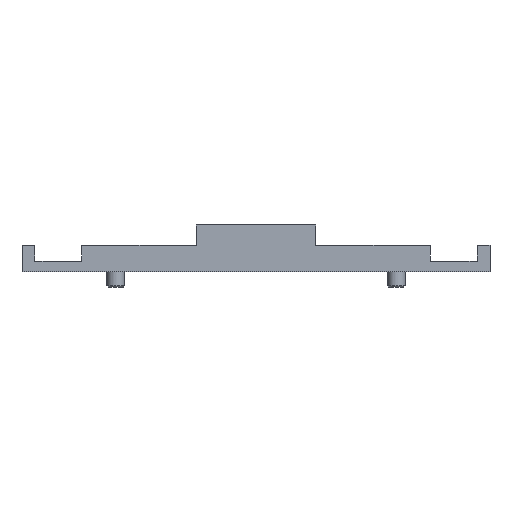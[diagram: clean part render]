
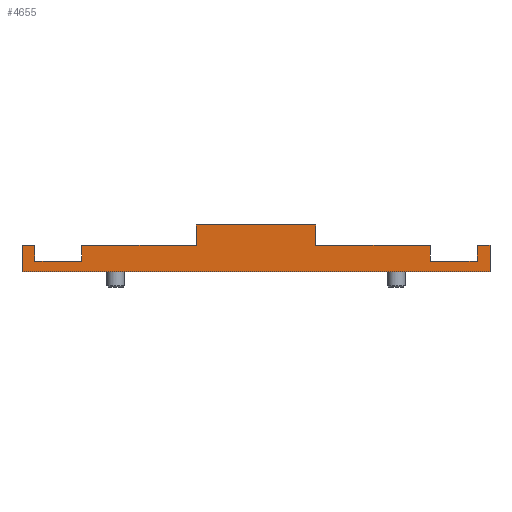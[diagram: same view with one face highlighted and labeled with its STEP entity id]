
A CAD part, front view. The second image highlights one B-rep face of the part: STEP entity #4655.
In plain terms, the highlighted planar face has unit normal (0, -1, 0).
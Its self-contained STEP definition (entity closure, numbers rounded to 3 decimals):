
#23=LINE('',#6098,#657);
#71=LINE('',#6206,#705);
#123=LINE('',#6323,#757);
#175=LINE('',#6440,#809);
#255=LINE('',#6612,#889);
#260=LINE('',#6621,#894);
#460=LINE('',#7016,#1094);
#508=LINE('',#7122,#1142);
#566=LINE('',#7229,#1200);
#568=LINE('',#7232,#1202);
#569=LINE('',#7234,#1203);
#610=LINE('',#7294,#1244);
#628=LINE('',#7323,#1262);
#629=LINE('',#7324,#1263);
#646=LINE('',#7352,#1280);
#648=LINE('',#7355,#1282);
#657=VECTOR('',#4970,1.35);
#705=VECTOR('',#5042,1.35);
#757=VECTOR('',#5120,1.35);
#809=VECTOR('',#5198,1.35);
#889=VECTOR('',#5324,1.1);
#894=VECTOR('',#5331,9.8);
#1094=VECTOR('',#5687,1.1);
#1142=VECTOR('',#5761,1.75);
#1200=VECTOR('',#5869,1.75);
#1202=VECTOR('',#5873,9.8);
#1203=VECTOR('',#5876,10.2);
#1244=VECTOR('',#5953,2.25);
#1262=VECTOR('',#5993,4.);
#1263=VECTOR('',#5994,4.);
#1280=VECTOR('',#6031,2.25);
#1282=VECTOR('',#6035,40.);
#1511=PLANE('',#4905);
#1769=FACE_OUTER_BOUND('',#2024,.T.);
#2024=EDGE_LOOP('',(#4388,#4389,#4390,#4391,#4392,#4393,#4394,#4395,#4396,
#4397,#4398,#4399,#4400,#4401,#4402,#4403));
#2064=VERTEX_POINT('',#6095);
#2065=VERTEX_POINT('',#6097);
#2112=VERTEX_POINT('',#6203);
#2113=VERTEX_POINT('',#6205);
#2164=VERTEX_POINT('',#6320);
#2165=VERTEX_POINT('',#6322);
#2216=VERTEX_POINT('',#6437);
#2217=VERTEX_POINT('',#6439);
#2286=VERTEX_POINT('',#6611);
#2289=VERTEX_POINT('',#6619);
#2406=VERTEX_POINT('',#7014);
#2451=VERTEX_POINT('',#7120);
#2474=VERTEX_POINT('',#7226);
#2475=VERTEX_POINT('',#7228);
#2476=VERTEX_POINT('',#7292);
#2477=VERTEX_POINT('',#7351);
#2499=EDGE_CURVE('',#2065,#2064,#23,.T.);
#2547=EDGE_CURVE('',#2113,#2112,#71,.T.);
#2599=EDGE_CURVE('',#2165,#2164,#123,.T.);
#2651=EDGE_CURVE('',#2217,#2216,#175,.T.);
#2731=EDGE_CURVE('',#2286,#2113,#255,.T.);
#2736=EDGE_CURVE('',#2064,#2289,#260,.T.);
#2936=EDGE_CURVE('',#2216,#2406,#460,.T.);
#2984=EDGE_CURVE('',#2289,#2451,#508,.T.);
#3042=EDGE_CURVE('',#2475,#2474,#566,.T.);
#3044=EDGE_CURVE('',#2474,#2165,#568,.T.);
#3045=EDGE_CURVE('',#2451,#2475,#569,.T.);
#3086=EDGE_CURVE('',#2476,#2406,#610,.T.);
#3104=EDGE_CURVE('',#2164,#2217,#628,.T.);
#3105=EDGE_CURVE('',#2112,#2065,#629,.T.);
#3122=EDGE_CURVE('',#2477,#2286,#646,.T.);
#3124=EDGE_CURVE('',#2476,#2477,#648,.T.);
#4388=ORIENTED_EDGE('',*,*,#2499,.T.);
#4389=ORIENTED_EDGE('',*,*,#2736,.T.);
#4390=ORIENTED_EDGE('',*,*,#2984,.T.);
#4391=ORIENTED_EDGE('',*,*,#3045,.T.);
#4392=ORIENTED_EDGE('',*,*,#3042,.T.);
#4393=ORIENTED_EDGE('',*,*,#3044,.T.);
#4394=ORIENTED_EDGE('',*,*,#2599,.T.);
#4395=ORIENTED_EDGE('',*,*,#3104,.T.);
#4396=ORIENTED_EDGE('',*,*,#2651,.T.);
#4397=ORIENTED_EDGE('',*,*,#2936,.T.);
#4398=ORIENTED_EDGE('',*,*,#3086,.F.);
#4399=ORIENTED_EDGE('',*,*,#3124,.T.);
#4400=ORIENTED_EDGE('',*,*,#3122,.T.);
#4401=ORIENTED_EDGE('',*,*,#2731,.T.);
#4402=ORIENTED_EDGE('',*,*,#2547,.T.);
#4403=ORIENTED_EDGE('',*,*,#3105,.T.);
#4655=ADVANCED_FACE('',(#1769),#1511,.T.);
#4905=AXIS2_PLACEMENT_3D('',#7354,#6033,#6034);
#4970=DIRECTION('',(0.,0.,1.));
#5042=DIRECTION('',(0.,0.,-1.));
#5120=DIRECTION('',(0.,0.,-1.));
#5198=DIRECTION('',(0.,0.,1.));
#5324=DIRECTION('',(-1.,0.,0.));
#5331=DIRECTION('',(-1.,0.,0.));
#5687=DIRECTION('',(-1.,0.,0.));
#5761=DIRECTION('',(0.,0.,1.));
#5869=DIRECTION('',(0.,0.,-1.));
#5873=DIRECTION('',(-1.,0.,0.));
#5876=DIRECTION('',(-1.,0.,0.));
#5953=DIRECTION('',(0.,0.,1.));
#5993=DIRECTION('',(-1.,0.,0.));
#5994=DIRECTION('',(-1.,0.,0.));
#6031=DIRECTION('',(0.,0.,1.));
#6033=DIRECTION('center_axis',(0.,-1.,0.));
#6034=DIRECTION('ref_axis',(0.,0.,-1.));
#6035=DIRECTION('',(1.,0.,0.));
#6095=CARTESIAN_POINT('',(36.941,0.95,2.25));
#6097=CARTESIAN_POINT('',(36.941,0.95,0.9));
#6098=CARTESIAN_POINT('',(36.941,0.95,1.125));
#6203=CARTESIAN_POINT('',(40.941,0.95,0.9));
#6205=CARTESIAN_POINT('',(40.941,0.95,2.25));
#6206=CARTESIAN_POINT('',(40.941,0.95,1.125));
#6320=CARTESIAN_POINT('',(7.141,0.95,0.9));
#6322=CARTESIAN_POINT('',(7.141,0.95,2.25));
#6323=CARTESIAN_POINT('',(7.141,0.95,1.125));
#6437=CARTESIAN_POINT('',(3.141,0.95,2.25));
#6439=CARTESIAN_POINT('',(3.141,0.95,0.9));
#6440=CARTESIAN_POINT('',(3.141,0.95,1.125));
#6611=CARTESIAN_POINT('',(42.041,0.95,2.25));
#6612=CARTESIAN_POINT('',(38.316,0.95,2.25));
#6619=CARTESIAN_POINT('',(27.141,0.95,2.25));
#6621=CARTESIAN_POINT('',(38.316,0.95,2.25));
#7014=CARTESIAN_POINT('',(2.041,0.95,2.25));
#7016=CARTESIAN_POINT('',(25.766,0.95,2.25));
#7120=CARTESIAN_POINT('',(27.141,0.95,4.));
#7122=CARTESIAN_POINT('',(27.141,0.95,2.));
#7226=CARTESIAN_POINT('',(16.941,0.95,2.25));
#7228=CARTESIAN_POINT('',(16.941,0.95,4.));
#7229=CARTESIAN_POINT('',(16.941,0.95,2.));
#7232=CARTESIAN_POINT('',(25.766,0.95,2.25));
#7234=CARTESIAN_POINT('',(2.041,0.95,4.));
#7292=CARTESIAN_POINT('',(2.041,0.95,0.));
#7294=CARTESIAN_POINT('',(2.041,0.95,0.));
#7323=CARTESIAN_POINT('',(23.591,0.95,0.9));
#7324=CARTESIAN_POINT('',(40.491,0.95,0.9));
#7351=CARTESIAN_POINT('',(42.041,0.95,0.));
#7352=CARTESIAN_POINT('',(42.041,0.95,0.));
#7354=CARTESIAN_POINT('Origin',(42.041,0.95,0.));
#7355=CARTESIAN_POINT('',(2.041,0.95,0.));
